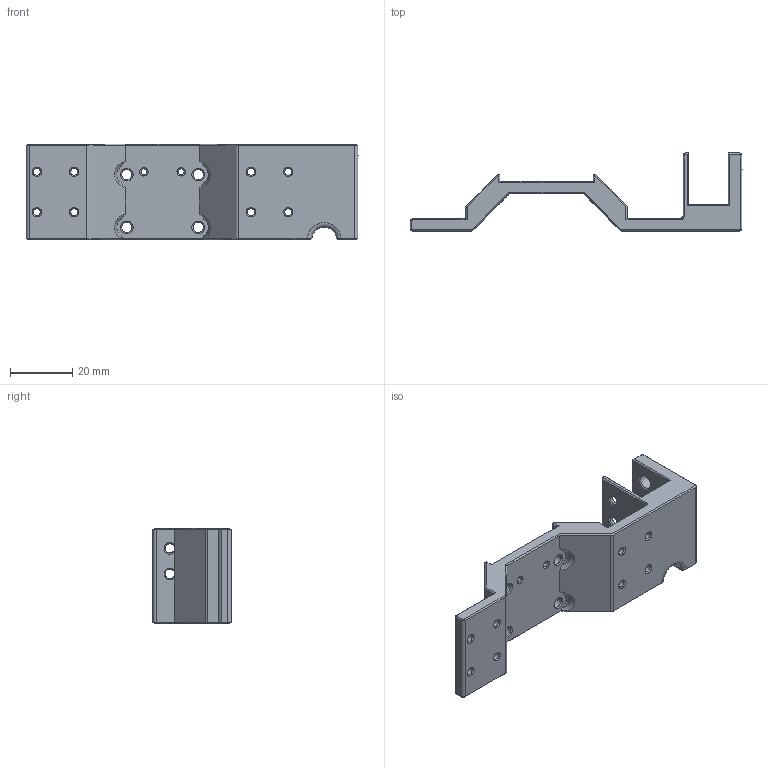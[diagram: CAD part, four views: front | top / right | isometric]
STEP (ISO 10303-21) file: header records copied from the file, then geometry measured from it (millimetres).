
FILE_DESCRIPTION(/* description */ ('STEP AP242','CAx-IF Rec.Pracs.---Representation and Presentation of Product Manufacturing Information (PMI)---4.0---2014-10-13','CAx-IF Rec.Pracs.---3D Tessellated Geometry---0.4---2014-09-14','2;1'),/* implementation_level */ '2;1');
FILE_NAME(/* name */ '6208e4ccff096177f445e355',/* time_stamp */ '2022-02-13T11:00:29+00:00',/* author */ (''),/* organization */ (''),/* preprocessor_version */ 'ST-DEVELOPER v18.101',/* originating_system */ ' ',/* authorisation */ ' ');
FILE_SCHEMA (('AP242_MANAGED_MODEL_BASED_3D_ENGINEERING_MIM_LF { 1 0 10303 442 1 1 4 }'));
Length unit declared in the file: metre
Products named in the file (1): Rear Z Attachment v11
Bounding box: 107 x 25.2 x 30.8 mm (x, y, z)
Volume: 22220.8 mm3; surface area: 11842.5 mm2
Topology: 1 solids, 1 shells, 196 faces, 474 edges, 280 vertices
Faces by surface type: plane 83, cone 60, cylinder 37, bspline 10, torus 6
Full cylindrical faces by diameter (mm): 1.9 x2, 2.3 x8, 3 x2, 3.3 x4, 4.7 x2
Entity records: 5865 total; most frequent: CARTESIAN_POINT 1468, DIRECTION 892, ORIENTED_EDGE 836, EDGE_CURVE 418, AXIS2_PLACEMENT_3D 331, EDGE_LOOP 288, FACE_BOUND 288, VERTEX_POINT 278
